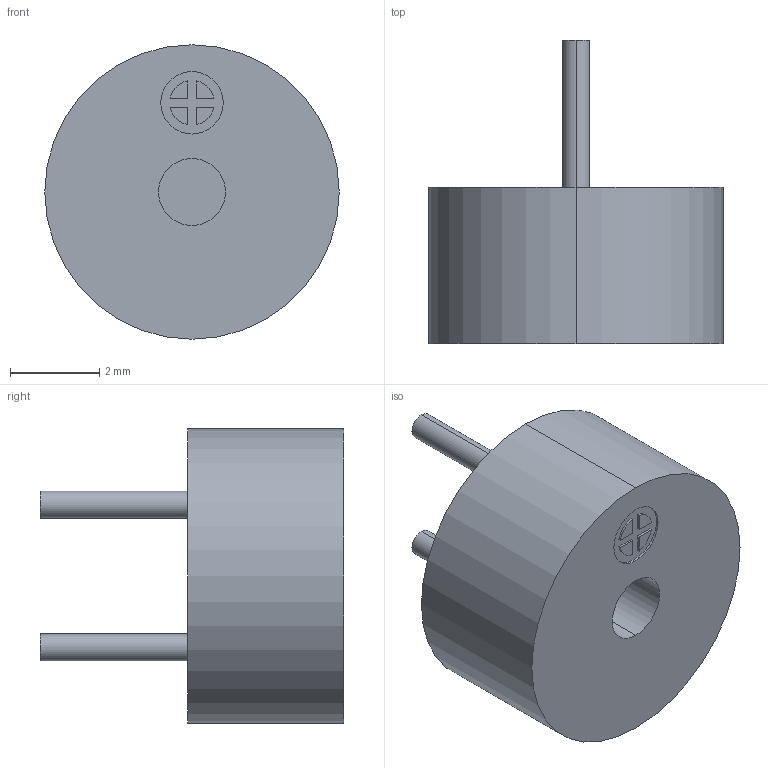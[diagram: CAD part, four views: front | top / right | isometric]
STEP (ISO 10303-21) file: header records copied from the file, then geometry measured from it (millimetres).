
FILE_DESCRIPTION(('STEP AP214'),'1');
FILE_NAME('cmt-6635c-030.stp','2018-08-12T18:02:42',('TraceParts'),('TraceParts S.A.'),'Spatial InterOp 3D',' ',' ');
FILE_SCHEMA(('automotive_design'));
Length unit declared in the file: millimetre
Products named in the file (1): cmt-6635c-030
Bounding box: 6.6 x 6.8 x 6.6 mm (x, y, z)
Volume: 116.1 mm3; surface area: 163.3 mm2
Topology: 1 solids, 1 shells, 35 faces, 72 edges, 48 vertices
Faces by surface type: plane 19, cylinder 16
Entity records: 1243 total; most frequent: DIRECTION 176, CARTESIAN_POINT 156, ORIENTED_EDGE 144, EDGE_CURVE 72, AXIS2_PLACEMENT_3D 68, VERTEX_POINT 48, EDGE_LOOP 44, LINE 40
